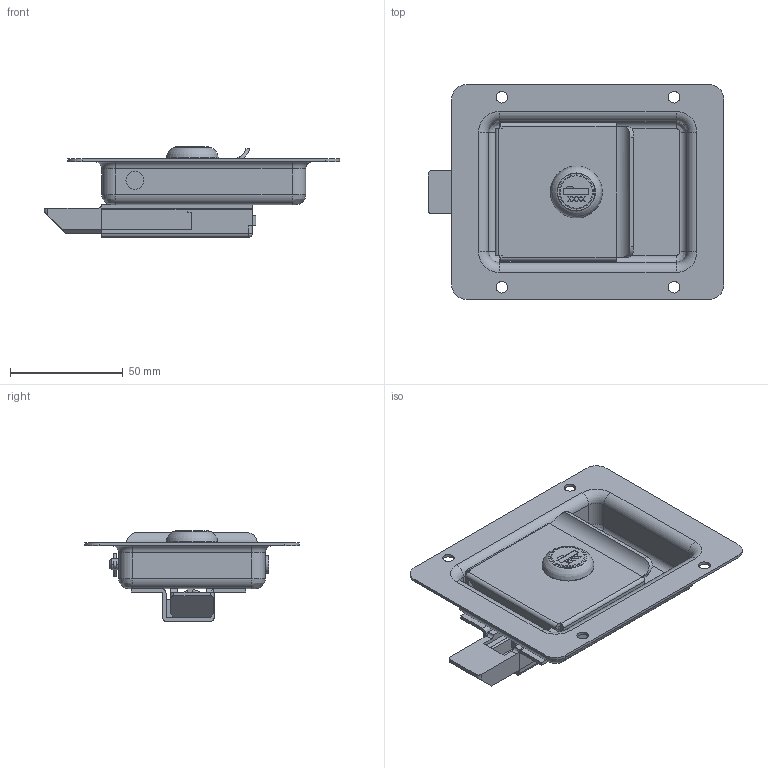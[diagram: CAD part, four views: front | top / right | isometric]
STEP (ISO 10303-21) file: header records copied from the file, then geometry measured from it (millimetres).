
FILE_DESCRIPTION((''),'2;1');
FILE_NAME('2-4891-SS.stp','2013-03-01T11:14:42',('fredp'),(''),'Autodesk Inventor 2013','Autodesk Inventor 2013','');
FILE_SCHEMA(('AUTOMOTIVE_DESIGN { 1 0 10303 214 1 1 1 1 }'));
Length unit declared in the file: inch
Products named in the file (1): 2-4891-SS
Bounding box: 130.75 x 95 x 40.1 mm (x, y, z)
Volume: 57091.8 mm3; surface area: 66935.4 mm2
Topology: 11 solids, 11 shells, 865 faces, 2246 edges, 1473 vertices
Faces by surface type: plane 540, bspline 148, cylinder 125, torus 28, cone 14, sphere 9, revolution 1
Full cylindrical faces by diameter (mm): 1.854 x1, 4.775 x1, 4.953 x2, 5.156 x6, 6.35 x1, 7.925 x1, 12.7 x3, 15.088 x1, 15.24 x1
Entity records: 29358 total; most frequent: CARTESIAN_POINT 8149, ORIENTED_EDGE 4380, DIRECTION 3643, EDGE_CURVE 2190, VECTOR 1560, LINE 1560, VERTEX_POINT 1460, AXIS2_PLACEMENT_3D 1041
